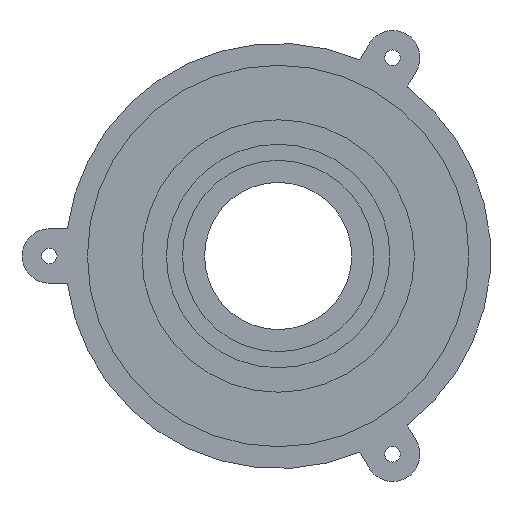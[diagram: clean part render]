
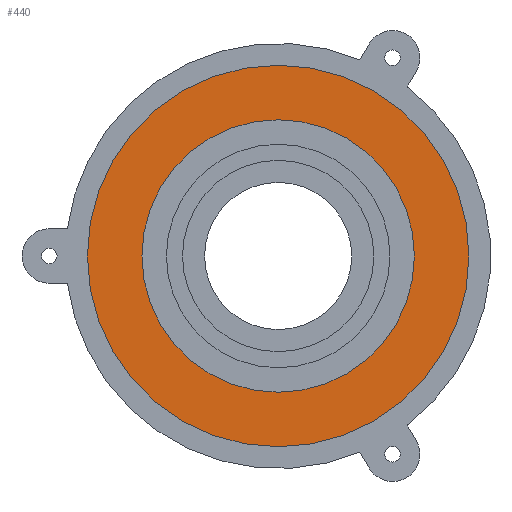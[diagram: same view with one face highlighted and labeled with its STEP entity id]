
A CAD part, left-side view. The second image highlights one B-rep face of the part: STEP entity #440.
In plain terms, the highlighted planar face has unit normal (-1, 0, 0).
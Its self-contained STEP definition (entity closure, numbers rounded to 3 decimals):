
#21=FACE_BOUND('',#83,.T.);
#33=PLANE('',#486);
#50=FACE_OUTER_BOUND('',#82,.T.);
#82=EDGE_LOOP('',(#347));
#83=EDGE_LOOP('',(#348));
#168=CIRCLE('',#459,35.);
#185=CIRCLE('',#487,25.);
#196=VERTEX_POINT('',#657);
#223=VERTEX_POINT('',#730);
#237=EDGE_CURVE('',#196,#196,#168,.T.);
#271=EDGE_CURVE('',#223,#223,#185,.T.);
#347=ORIENTED_EDGE('',*,*,#237,.T.);
#348=ORIENTED_EDGE('',*,*,#271,.T.);
#440=ADVANCED_FACE('',(#50,#21),#33,.F.);
#459=AXIS2_PLACEMENT_3D('',#659,#518,#519);
#486=AXIS2_PLACEMENT_3D('',#729,#589,#590);
#487=AXIS2_PLACEMENT_3D('',#731,#591,#592);
#518=DIRECTION('center_axis',(-1.,0.,0.));
#519=DIRECTION('ref_axis',(0.,-1.,0.));
#589=DIRECTION('center_axis',(1.,0.,0.));
#590=DIRECTION('ref_axis',(0.,1.,0.));
#591=DIRECTION('center_axis',(1.,0.,0.));
#592=DIRECTION('ref_axis',(0.,-1.,0.));
#657=CARTESIAN_POINT('',(112.,74.,0.));
#659=CARTESIAN_POINT('Origin',(112.,39.,0.));
#729=CARTESIAN_POINT('Origin',(112.,39.,0.));
#730=CARTESIAN_POINT('',(112.,64.,0.));
#731=CARTESIAN_POINT('Origin',(112.,39.,0.));
